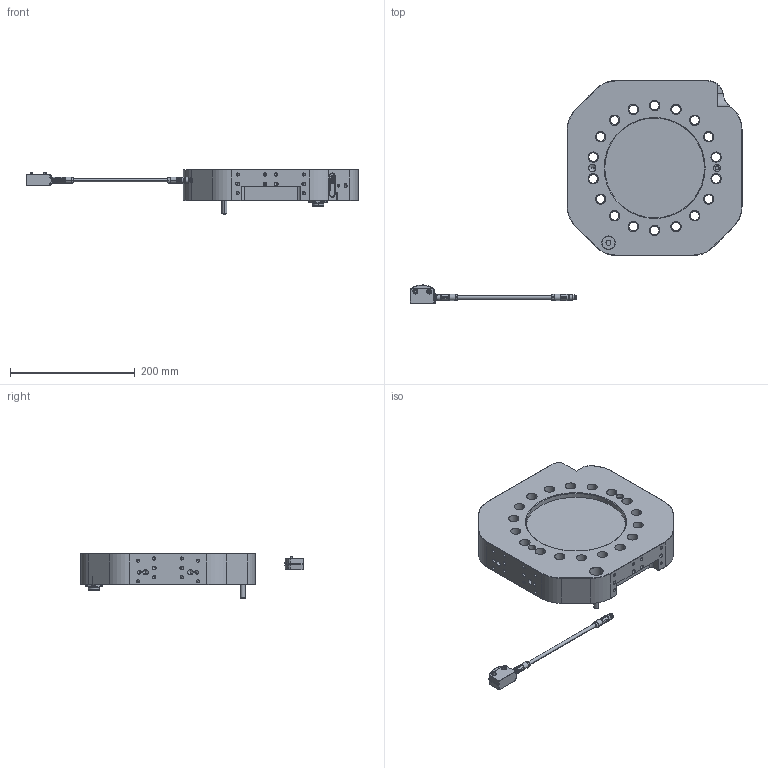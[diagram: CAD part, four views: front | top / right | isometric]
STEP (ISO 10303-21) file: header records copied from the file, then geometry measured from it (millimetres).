
FILE_DESCRIPTION (( 'STEP AP214' ), '1' );
FILE_NAME ('P6957.STEP', '2023-09-19T07:34:18', ( '' ), ( '' ), 'SwSTEP 2.0', 'SolidWorks 2021', '' );
FILE_SCHEMA (( 'AUTOMOTIVE_DESIGN' ));
Length unit declared in the file: millimetre
Products named in the file (1): P6957
Bounding box: 532.1 x 357 x 72 mm (x, y, z)
Volume: 2456129.8 mm3; surface area: 404745 mm2
Topology: 15 solids, 15 shells, 2558 faces, 6609 edges, 4233 vertices
Faces by surface type: plane 1253, cylinder 539, bspline 418, cone 294, torus 52, sphere 2
Entity records: 127465 total; most frequent: CARTESIAN_POINT 40644, ORIENTED_EDGE 12966, DIRECTION 10459, EDGE_CURVE 6483, VERTEX_POINT 4233, LINE 3653, VECTOR 3653, AXIS2_PLACEMENT_3D 3403
